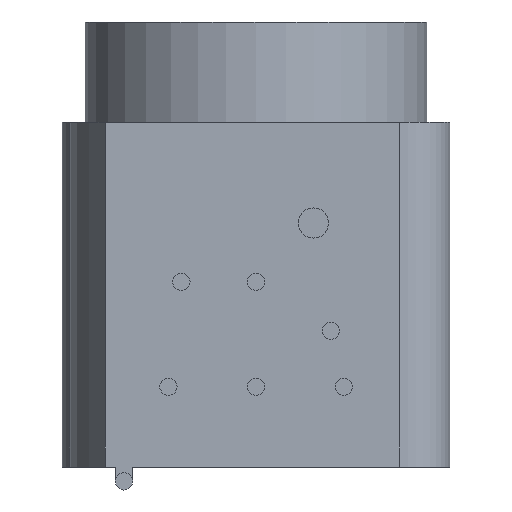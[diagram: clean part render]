
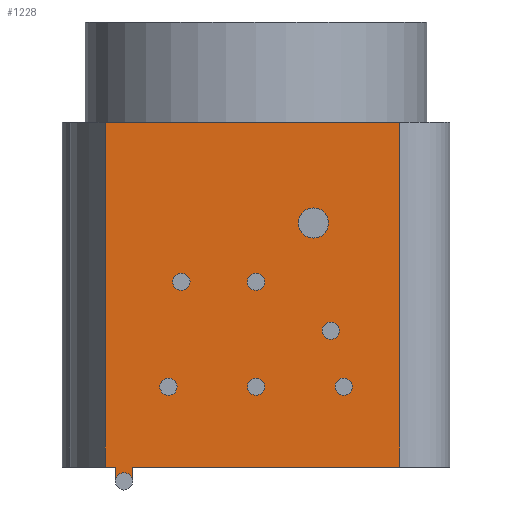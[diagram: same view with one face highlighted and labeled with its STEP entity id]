
A CAD part, front view. The second image highlights one B-rep face of the part: STEP entity #1228.
In plain terms, the highlighted planar face has unit normal (0, -1, 0).
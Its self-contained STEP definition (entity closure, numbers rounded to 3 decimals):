
#250=DIRECTION('',(1.,0.,0.));
#251=VECTOR('',#250,20.5);
#252=CARTESIAN_POINT('',(-10.5,-15.,0.));
#253=LINE('',#252,#251);
#322=DIRECTION('',(1.,0.,0.));
#323=VECTOR('',#322,18.6);
#324=CARTESIAN_POINT('',(-8.6,-15.,-24.));
#325=LINE('',#324,#323);
#362=DIRECTION('',(1.,0.,0.));
#363=VECTOR('',#362,0.7);
#364=CARTESIAN_POINT('',(-10.5,-15.,-24.));
#365=LINE('',#364,#363);
#395=CARTESIAN_POINT('',(4.,-15.,-7.));
#396=DIRECTION('',(0.,-1.,0.));
#397=DIRECTION('',(-1.,0.,0.));
#398=AXIS2_PLACEMENT_3D('',#395,#396,#397);
#400=CARTESIAN_POINT('',(4.,-15.,-7.));
#401=DIRECTION('',(0.,-1.,0.));
#402=DIRECTION('',(1.,0.,0.));
#403=AXIS2_PLACEMENT_3D('',#400,#401,#402);
#405=CARTESIAN_POINT('',(0.,-15.,-11.1));
#406=DIRECTION('',(0.,1.,0.));
#407=DIRECTION('',(-1.,0.,0.));
#408=AXIS2_PLACEMENT_3D('',#405,#406,#407);
#410=CARTESIAN_POINT('',(0.,-15.,-11.1));
#411=DIRECTION('',(0.,1.,0.));
#412=DIRECTION('',(1.,0.,0.));
#413=AXIS2_PLACEMENT_3D('',#410,#411,#412);
#415=CARTESIAN_POINT('',(-5.2,-15.,-11.1));
#416=DIRECTION('',(0.,1.,0.));
#417=DIRECTION('',(-1.,0.,0.));
#418=AXIS2_PLACEMENT_3D('',#415,#416,#417);
#420=CARTESIAN_POINT('',(-5.2,-15.,-11.1));
#421=DIRECTION('',(0.,1.,0.));
#422=DIRECTION('',(1.,0.,0.));
#423=AXIS2_PLACEMENT_3D('',#420,#421,#422);
#425=CARTESIAN_POINT('',(5.2,-15.,-14.5));
#426=DIRECTION('',(0.,1.,0.));
#427=DIRECTION('',(-1.,0.,0.));
#428=AXIS2_PLACEMENT_3D('',#425,#426,#427);
#430=CARTESIAN_POINT('',(5.2,-15.,-14.5));
#431=DIRECTION('',(0.,1.,0.));
#432=DIRECTION('',(1.,0.,0.));
#433=AXIS2_PLACEMENT_3D('',#430,#431,#432);
#435=CARTESIAN_POINT('',(0.,-15.,-18.4));
#436=DIRECTION('',(0.,1.,0.));
#437=DIRECTION('',(-1.,0.,0.));
#438=AXIS2_PLACEMENT_3D('',#435,#436,#437);
#440=CARTESIAN_POINT('',(0.,-15.,-18.4));
#441=DIRECTION('',(0.,1.,0.));
#442=DIRECTION('',(1.,0.,0.));
#443=AXIS2_PLACEMENT_3D('',#440,#441,#442);
#445=CARTESIAN_POINT('',(6.1,-15.,-18.4));
#446=DIRECTION('',(0.,1.,0.));
#447=DIRECTION('',(-1.,0.,0.));
#448=AXIS2_PLACEMENT_3D('',#445,#446,#447);
#450=CARTESIAN_POINT('',(6.1,-15.,-18.4));
#451=DIRECTION('',(0.,1.,0.));
#452=DIRECTION('',(1.,0.,0.));
#453=AXIS2_PLACEMENT_3D('',#450,#451,#452);
#455=CARTESIAN_POINT('',(-6.1,-15.,-18.4));
#456=DIRECTION('',(0.,1.,0.));
#457=DIRECTION('',(-1.,0.,0.));
#458=AXIS2_PLACEMENT_3D('',#455,#456,#457);
#460=CARTESIAN_POINT('',(-6.1,-15.,-18.4));
#461=DIRECTION('',(0.,1.,0.));
#462=DIRECTION('',(1.,0.,0.));
#463=AXIS2_PLACEMENT_3D('',#460,#461,#462);
#465=DIRECTION('',(0.,0.,-1.));
#466=VECTOR('',#465,1.);
#467=CARTESIAN_POINT('',(-8.6,-15.,-24.));
#468=LINE('',#467,#466);
#469=DIRECTION('',(0.,0.,1.));
#470=VECTOR('',#469,1.);
#471=CARTESIAN_POINT('',(-9.8,-15.,-25.));
#472=LINE('',#471,#470);
#473=DIRECTION('',(0.,0.,-1.));
#474=VECTOR('',#473,24.);
#475=CARTESIAN_POINT('',(-10.5,-15.,0.));
#476=LINE('',#475,#474);
#613=CARTESIAN_POINT('',(-9.2,-15.,-25.));
#614=DIRECTION('',(0.,1.,0.));
#615=DIRECTION('',(-1.,0.,0.));
#616=AXIS2_PLACEMENT_3D('',#613,#614,#615);
#658=DIRECTION('',(0.,0.,-1.));
#659=VECTOR('',#658,24.);
#660=CARTESIAN_POINT('',(10.,-15.,0.));
#661=LINE('',#660,#659);
#840=CARTESIAN_POINT('',(-10.5,-15.,0.));
#841=VERTEX_POINT('',#840);
#842=CARTESIAN_POINT('',(10.,-15.,0.));
#843=VERTEX_POINT('',#842);
#866=CARTESIAN_POINT('',(-10.5,-15.,-24.));
#867=VERTEX_POINT('',#866);
#868=CARTESIAN_POINT('',(10.,-15.,-24.));
#870=VERTEX_POINT('',#868);
#924=CARTESIAN_POINT('',(2.95,-15.,-7.));
#925=CARTESIAN_POINT('',(5.05,-15.,-7.));
#926=VERTEX_POINT('',#924);
#927=VERTEX_POINT('',#925);
#956=CARTESIAN_POINT('',(-0.6,-15.,-11.1));
#957=CARTESIAN_POINT('',(0.6,-15.,-11.1));
#958=VERTEX_POINT('',#956);
#959=VERTEX_POINT('',#957);
#960=CARTESIAN_POINT('',(-5.8,-15.,-11.1));
#961=CARTESIAN_POINT('',(-4.6,-15.,-11.1));
#962=VERTEX_POINT('',#960);
#963=VERTEX_POINT('',#961);
#964=CARTESIAN_POINT('',(4.6,-15.,-14.5));
#965=CARTESIAN_POINT('',(5.8,-15.,-14.5));
#966=VERTEX_POINT('',#964);
#967=VERTEX_POINT('',#965);
#968=CARTESIAN_POINT('',(-0.6,-15.,-18.4));
#969=CARTESIAN_POINT('',(0.6,-15.,-18.4));
#970=VERTEX_POINT('',#968);
#971=VERTEX_POINT('',#969);
#972=CARTESIAN_POINT('',(5.5,-15.,-18.4));
#973=CARTESIAN_POINT('',(6.7,-15.,-18.4));
#974=VERTEX_POINT('',#972);
#975=VERTEX_POINT('',#973);
#976=CARTESIAN_POINT('',(-6.7,-15.,-18.4));
#977=CARTESIAN_POINT('',(-5.5,-15.,-18.4));
#978=VERTEX_POINT('',#976);
#979=VERTEX_POINT('',#977);
#988=CARTESIAN_POINT('',(-9.8,-15.,-24.));
#989=VERTEX_POINT('',#988);
#990=CARTESIAN_POINT('',(-8.6,-15.,-24.));
#991=VERTEX_POINT('',#990);
#992=CARTESIAN_POINT('',(-9.8,-15.,-25.));
#993=CARTESIAN_POINT('',(-8.6,-15.,-25.));
#994=VERTEX_POINT('',#992);
#995=VERTEX_POINT('',#993);
#1167=CARTESIAN_POINT('',(-10.5,-15.,0.));
#1168=DIRECTION('',(0.,-1.,0.));
#1169=DIRECTION('',(1.,0.,0.));
#1170=AXIS2_PLACEMENT_3D('',#1167,#1168,#1169);
#1171=PLANE('',#1170);
#1172=ORIENTED_EDGE('',*,*,#1077,.F.);
#1174=ORIENTED_EDGE('',*,*,#1173,.T.);
#1176=ORIENTED_EDGE('',*,*,#1175,.F.);
#1177=ORIENTED_EDGE('',*,*,#1159,.T.);
#1178=ORIENTED_EDGE('',*,*,#1095,.F.);
#1180=ORIENTED_EDGE('',*,*,#1179,.F.);
#1181=ORIENTED_EDGE('',*,*,#1007,.T.);
#1183=ORIENTED_EDGE('',*,*,#1182,.T.);
#1184=EDGE_LOOP('',(#1172,#1174,#1176,#1177,#1178,#1180,#1181,#1183));
#1185=FACE_OUTER_BOUND('',#1184,.F.);
#1187=ORIENTED_EDGE('',*,*,#1186,.F.);
#1189=ORIENTED_EDGE('',*,*,#1188,.F.);
#1190=EDGE_LOOP('',(#1187,#1189));
#1191=FACE_BOUND('',#1190,.F.);
#1193=ORIENTED_EDGE('',*,*,#1192,.F.);
#1195=ORIENTED_EDGE('',*,*,#1194,.F.);
#1196=EDGE_LOOP('',(#1193,#1195));
#1197=FACE_BOUND('',#1196,.F.);
#1199=ORIENTED_EDGE('',*,*,#1198,.F.);
#1201=ORIENTED_EDGE('',*,*,#1200,.F.);
#1202=EDGE_LOOP('',(#1199,#1201));
#1203=FACE_BOUND('',#1202,.F.);
#1205=ORIENTED_EDGE('',*,*,#1204,.F.);
#1207=ORIENTED_EDGE('',*,*,#1206,.F.);
#1208=EDGE_LOOP('',(#1205,#1207));
#1209=FACE_BOUND('',#1208,.F.);
#1211=ORIENTED_EDGE('',*,*,#1210,.F.);
#1213=ORIENTED_EDGE('',*,*,#1212,.F.);
#1214=EDGE_LOOP('',(#1211,#1213));
#1215=FACE_BOUND('',#1214,.F.);
#1217=ORIENTED_EDGE('',*,*,#1216,.F.);
#1219=ORIENTED_EDGE('',*,*,#1218,.F.);
#1220=EDGE_LOOP('',(#1217,#1219));
#1221=FACE_BOUND('',#1220,.F.);
#1223=ORIENTED_EDGE('',*,*,#1222,.T.);
#1225=ORIENTED_EDGE('',*,*,#1224,.T.);
#1226=EDGE_LOOP('',(#1223,#1225));
#1227=FACE_BOUND('',#1226,.F.);
#399=CIRCLE('',#398,1.05);
#404=CIRCLE('',#403,1.05);
#409=CIRCLE('',#408,0.6);
#414=CIRCLE('',#413,0.6);
#419=CIRCLE('',#418,0.6);
#424=CIRCLE('',#423,0.6);
#429=CIRCLE('',#428,0.6);
#434=CIRCLE('',#433,0.6);
#439=CIRCLE('',#438,0.6);
#444=CIRCLE('',#443,0.6);
#449=CIRCLE('',#448,0.6);
#454=CIRCLE('',#453,0.6);
#459=CIRCLE('',#458,0.6);
#464=CIRCLE('',#463,0.6);
#617=CIRCLE('',#616,0.6);
#1007=EDGE_CURVE('',#841,#843,#253,.T.);
#1077=EDGE_CURVE('',#991,#870,#325,.T.);
#1095=EDGE_CURVE('',#867,#989,#365,.T.);
#1159=EDGE_CURVE('',#994,#989,#472,.T.);
#1173=EDGE_CURVE('',#991,#995,#468,.T.);
#1175=EDGE_CURVE('',#994,#995,#617,.T.);
#1179=EDGE_CURVE('',#841,#867,#476,.T.);
#1182=EDGE_CURVE('',#843,#870,#661,.T.);
#1186=EDGE_CURVE('',#958,#959,#409,.T.);
#1188=EDGE_CURVE('',#959,#958,#414,.T.);
#1192=EDGE_CURVE('',#962,#963,#419,.T.);
#1194=EDGE_CURVE('',#963,#962,#424,.T.);
#1198=EDGE_CURVE('',#966,#967,#429,.T.);
#1200=EDGE_CURVE('',#967,#966,#434,.T.);
#1204=EDGE_CURVE('',#970,#971,#439,.T.);
#1206=EDGE_CURVE('',#971,#970,#444,.T.);
#1210=EDGE_CURVE('',#974,#975,#449,.T.);
#1212=EDGE_CURVE('',#975,#974,#454,.T.);
#1216=EDGE_CURVE('',#978,#979,#459,.T.);
#1218=EDGE_CURVE('',#979,#978,#464,.T.);
#1222=EDGE_CURVE('',#926,#927,#399,.T.);
#1224=EDGE_CURVE('',#927,#926,#404,.T.);
#1228=ADVANCED_FACE('',(#1185,#1191,#1197,#1203,#1209,#1215,#1221,#1227),#1171,
.T.);
